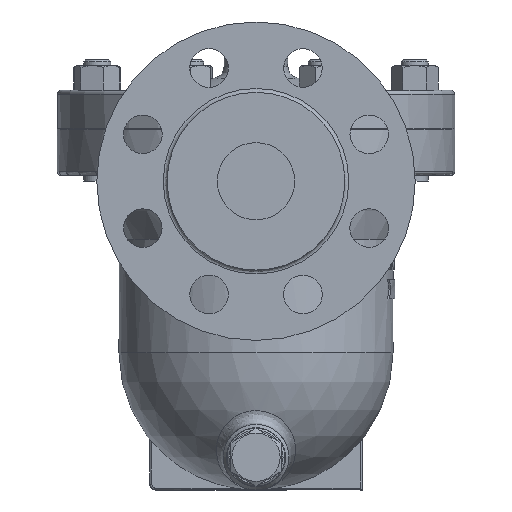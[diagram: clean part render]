
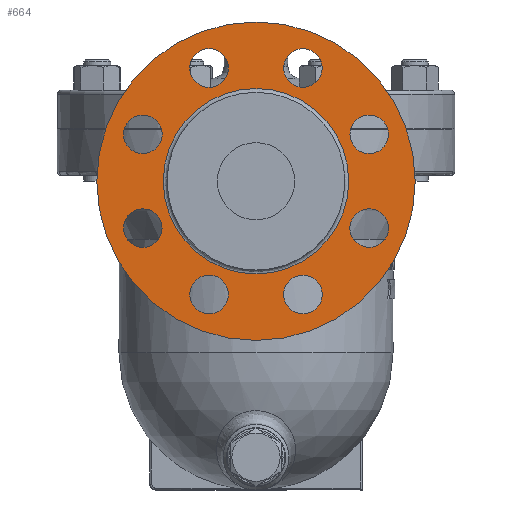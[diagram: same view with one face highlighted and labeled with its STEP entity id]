
A CAD part, left-side view. The second image highlights one B-rep face of the part: STEP entity #664.
In plain terms, the highlighted free-form (B-spline) face has degree [1, 1] with [2, 2] control points.
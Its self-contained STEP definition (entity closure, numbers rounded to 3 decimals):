
#324=CARTESIAN_POINT('',(-181.6,0.0,79.5));
#325=VERTEX_POINT('',#324);
#326=CARTESIAN_POINT('',(-181.6,0.0,-3.));
#327=DIRECTION('',(-1.0,0.0,0.0));
#328=DIRECTION('',(0.0,0.0,1.0));
#329=AXIS2_PLACEMENT_3D('',#326,#327,#328);
#330=CIRCLE('',#329,82.5);
#331=EDGE_CURVE('',#325,#325,#330,.T.);
#501=CARTESIAN_POINT('',(-181.6,0.0,45.05));
#502=VERTEX_POINT('',#501);
#503=CARTESIAN_POINT('',(-181.6,0.0,-3.));
#504=DIRECTION('',(-1.0,0.0,0.0));
#505=DIRECTION('',(0.0,0.0,-1.0));
#506=AXIS2_PLACEMENT_3D('',#503,#504,#505);
#507=CIRCLE('',#506,48.05);
#508=EDGE_CURVE('',#502,#502,#507,.T.);
#565=CARTESIAN_POINT('',(-181.6,82.5,79.5));
#566=CARTESIAN_POINT('',(-181.6,82.5,-85.5));
#567=CARTESIAN_POINT('',(-181.6,-82.5,79.5));
#568=CARTESIAN_POINT('',(-181.6,-82.5,-85.5));
#569=B_SPLINE_SURFACE_WITH_KNOTS('',1,1,((#565,#567),(#566,#568)),.UNSPECIFIED.,.F.,.F.,.U.,(2,2),(2,2),(0.0,165.0),(0.0,165.0),.UNSPECIFIED.);
#570=ORIENTED_EDGE('',*,*,#331,.T.);
#571=EDGE_LOOP('',(#570));
#572=FACE_OUTER_BOUND('',#571,.T.);
#573=CARTESIAN_POINT('',(-181.6,24.3,45.666));
#574=VERTEX_POINT('',#573);
#575=CARTESIAN_POINT('',(-181.6,24.3,55.666));
#576=DIRECTION('',(1.0,0.0,0.0));
#577=DIRECTION('',(0.0,0.0,-1.0));
#578=AXIS2_PLACEMENT_3D('',#575,#576,#577);
#579=CIRCLE('',#578,10.0);
#580=EDGE_CURVE('',#574,#574,#579,.T.);
#581=ORIENTED_EDGE('',*,*,#580,.T.);
#582=EDGE_LOOP('',(#581));
#583=FACE_BOUND('',#582,.T.);
#584=CARTESIAN_POINT('',(-181.6,51.595,14.229));
#585=VERTEX_POINT('',#584);
#586=CARTESIAN_POINT('',(-181.6,58.666,21.3));
#587=DIRECTION('',(1.0,0.,0.));
#588=DIRECTION('',(0.,-0.707,-0.707));
#589=AXIS2_PLACEMENT_3D('',#586,#587,#588);
#590=CIRCLE('',#589,10.0);
#591=EDGE_CURVE('',#585,#585,#590,.T.);
#592=ORIENTED_EDGE('',*,*,#591,.T.);
#593=EDGE_LOOP('',(#592));
#594=FACE_BOUND('',#593,.T.);
#595=CARTESIAN_POINT('',(-181.6,48.666,-27.3));
#596=VERTEX_POINT('',#595);
#597=CARTESIAN_POINT('',(-181.6,58.666,-27.3));
#598=DIRECTION('',(1.0,0.0,0.0));
#599=DIRECTION('',(0.0,-1.0,0.0));
#600=AXIS2_PLACEMENT_3D('',#597,#598,#599);
#601=CIRCLE('',#600,10.0);
#602=EDGE_CURVE('',#596,#596,#601,.T.);
#603=ORIENTED_EDGE('',*,*,#602,.T.);
#604=EDGE_LOOP('',(#603));
#605=FACE_BOUND('',#604,.T.);
#606=CARTESIAN_POINT('',(-181.6,17.229,-54.595));
#607=VERTEX_POINT('',#606);
#608=CARTESIAN_POINT('',(-181.6,24.3,-61.666));
#609=DIRECTION('',(1.0,0.,0.));
#610=DIRECTION('',(0.,-0.707,0.707));
#611=AXIS2_PLACEMENT_3D('',#608,#609,#610);
#612=CIRCLE('',#611,10.0);
#613=EDGE_CURVE('',#607,#607,#612,.T.);
#614=ORIENTED_EDGE('',*,*,#613,.T.);
#615=EDGE_LOOP('',(#614));
#616=FACE_BOUND('',#615,.T.);
#617=CARTESIAN_POINT('',(-181.6,-24.3,-51.666));
#618=VERTEX_POINT('',#617);
#619=CARTESIAN_POINT('',(-181.6,-24.3,-61.666));
#620=DIRECTION('',(1.0,0.0,0.0));
#621=DIRECTION('',(0.0,0.0,1.0));
#622=AXIS2_PLACEMENT_3D('',#619,#620,#621);
#623=CIRCLE('',#622,10.0);
#624=EDGE_CURVE('',#618,#618,#623,.T.);
#625=ORIENTED_EDGE('',*,*,#624,.T.);
#626=EDGE_LOOP('',(#625));
#627=FACE_BOUND('',#626,.T.);
#628=CARTESIAN_POINT('',(-181.6,-51.595,-20.229));
#629=VERTEX_POINT('',#628);
#630=CARTESIAN_POINT('',(-181.6,-58.666,-27.3));
#631=DIRECTION('',(1.0,0.,0.));
#632=DIRECTION('',(0.,0.707,0.707));
#633=AXIS2_PLACEMENT_3D('',#630,#631,#632);
#634=CIRCLE('',#633,10.0);
#635=EDGE_CURVE('',#629,#629,#634,.T.);
#636=ORIENTED_EDGE('',*,*,#635,.T.);
#637=EDGE_LOOP('',(#636));
#638=FACE_BOUND('',#637,.T.);
#639=CARTESIAN_POINT('',(-181.6,-48.666,21.3));
#640=VERTEX_POINT('',#639);
#641=CARTESIAN_POINT('',(-181.6,-58.666,21.3));
#642=DIRECTION('',(1.0,0.0,0.0));
#643=DIRECTION('',(0.0,1.0,0.0));
#644=AXIS2_PLACEMENT_3D('',#641,#642,#643);
#645=CIRCLE('',#644,10.0);
#646=EDGE_CURVE('',#640,#640,#645,.T.);
#647=ORIENTED_EDGE('',*,*,#646,.T.);
#648=EDGE_LOOP('',(#647));
#649=FACE_BOUND('',#648,.T.);
#650=CARTESIAN_POINT('',(-181.6,-17.229,48.595));
#651=VERTEX_POINT('',#650);
#652=CARTESIAN_POINT('',(-181.6,-24.3,55.666));
#653=DIRECTION('',(1.0,0.,0.));
#654=DIRECTION('',(0.,0.707,-0.707));
#655=AXIS2_PLACEMENT_3D('',#652,#653,#654);
#656=CIRCLE('',#655,10.0);
#657=EDGE_CURVE('',#651,#651,#656,.T.);
#658=ORIENTED_EDGE('',*,*,#657,.T.);
#659=EDGE_LOOP('',(#658));
#660=FACE_BOUND('',#659,.T.);
#661=ORIENTED_EDGE('',*,*,#508,.F.);
#662=EDGE_LOOP('',(#661));
#663=FACE_BOUND('',#662,.T.);
#664=ADVANCED_FACE('',(#572,#583,#594,#605,#616,#627,#638,#649,#660,#663),#569,.T.);
